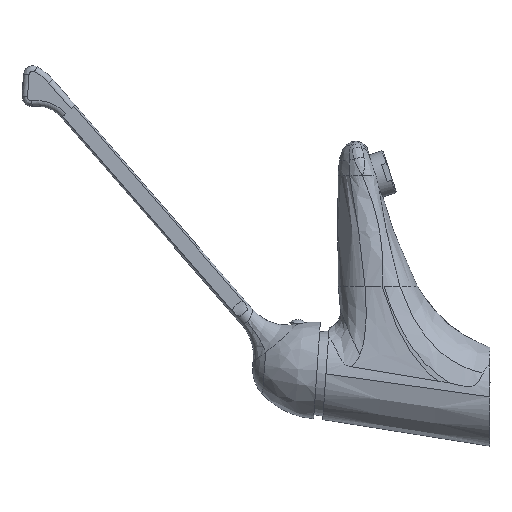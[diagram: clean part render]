
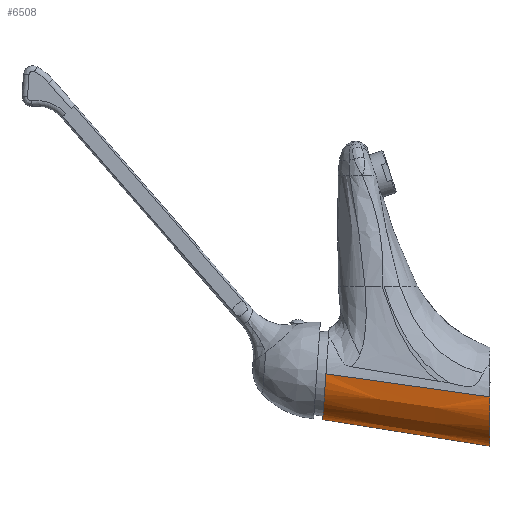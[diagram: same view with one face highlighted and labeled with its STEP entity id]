
A CAD part, left-side view. The second image highlights one B-rep face of the part: STEP entity #6508.
In plain terms, the highlighted free-form (B-spline) face has degree [3, 3] with [4, 7] control points.
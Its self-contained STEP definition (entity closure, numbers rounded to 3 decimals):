
#292=CARTESIAN_POINT('',(0.,0.,-26.75));
#293=CARTESIAN_POINT('',(-3.502,0.,-26.75));
#294=CARTESIAN_POINT('',(-10.503,0.,-25.357));
#295=CARTESIAN_POINT('',(-19.408,0.,-19.408));
#296=CARTESIAN_POINT('',(-25.357,0.,-10.503));
#297=CARTESIAN_POINT('',(-26.75,0.,-3.502));
#298=CARTESIAN_POINT('',(-26.75,0.,0.));
#300=CARTESIAN_POINT('',(-24.9,89.,12.508));
#301=CARTESIAN_POINT('',(-24.9,89.227,9.257));
#302=CARTESIAN_POINT('',(-23.603,89.682,2.755));
#303=CARTESIAN_POINT('',(-18.065,90.26,-5.513));
#304=CARTESIAN_POINT('',(-9.777,90.646,-11.038));
#305=CARTESIAN_POINT('',(-3.259,90.737,-12.331));
#306=CARTESIAN_POINT('',(0.,90.737,
-12.331));
#308=DIRECTION('',(-0.021,-0.99,-0.139));
#309=VECTOR('',#308,89.894);
#310=CARTESIAN_POINT('',(-24.9,89.,12.508));
#311=LINE('',#310,#309);
#318=CARTESIAN_POINT('',(0.,0.,-26.75));
#320=CARTESIAN_POINT('',(0.,90.737,
-12.331));
#328=DIRECTION('',(0.,-0.988,-0.157));
#329=VECTOR('',#328,91.875);
#330=CARTESIAN_POINT('',(0.,90.737,
-12.331));
#331=LINE('',#330,#329);
#5525=VERTEX_POINT('',#320);
#5527=VERTEX_POINT('',#300);
#5529=VERTEX_POINT('',#318);
#5530=VERTEX_POINT('',#298);
#6471=CARTESIAN_POINT('',(0.781,92.551,
-12.03));
#6472=CARTESIAN_POINT('',(-2.732,92.559,
-12.142));
#6473=CARTESIAN_POINT('',(-9.541,92.47,
-10.899));
#6474=CARTESIAN_POINT('',(-18.039,92.065,
-5.235));
#6475=CARTESIAN_POINT('',(-23.716,91.46,3.241));
#6476=CARTESIAN_POINT('',(-24.963,90.975,10.033));
#6477=CARTESIAN_POINT('',(-24.851,90.724,13.537));
#6478=CARTESIAN_POINT('',(0.801,61.096,
-17.029));
#6479=CARTESIAN_POINT('',(-2.803,61.101,
-17.143));
#6480=CARTESIAN_POINT('',(-9.788,61.042,
-15.867));
#6481=CARTESIAN_POINT('',(-18.504,60.775,
-10.052));
#6482=CARTESIAN_POINT('',(-24.328,60.375,
-1.35));
#6483=CARTESIAN_POINT('',(-25.607,60.055,5.624));
#6484=CARTESIAN_POINT('',(-25.492,59.89,9.222));
#6485=CARTESIAN_POINT('',(0.821,29.64,
-22.027));
#6486=CARTESIAN_POINT('',(-2.873,29.643,
-22.145));
#6487=CARTESIAN_POINT('',(-10.034,29.615,
-20.834));
#6488=CARTESIAN_POINT('',(-18.969,29.485,
-14.869));
#6489=CARTESIAN_POINT('',(-24.939,29.291,
-5.94));
#6490=CARTESIAN_POINT('',(-26.251,29.136,1.215));
#6491=CARTESIAN_POINT('',(-26.133,29.056,4.907));
#6492=CARTESIAN_POINT('',(0.841,-1.815,
-27.025));
#6493=CARTESIAN_POINT('',(-2.944,-1.815,
-27.146));
#6494=CARTESIAN_POINT('',(-10.28,-1.813,
-25.802));
#6495=CARTESIAN_POINT('',(-19.434,-1.805,
-19.685));
#6496=CARTESIAN_POINT('',(-25.551,-1.793,
-10.53));
#6497=CARTESIAN_POINT('',(-26.894,-1.784,
-3.194));
#6498=CARTESIAN_POINT('',(-26.774,-1.779,
0.591));
#6499=B_SPLINE_SURFACE_WITH_KNOTS('',3,3,((#6471,#6472,#6473,#6474,#6475,#6476,
#6477),(#6478,#6479,#6480,#6481,#6482,#6483,#6484),(#6485,#6486,#6487,#6488,
#6489,#6490,#6491),(#6492,#6493,#6494,#6495,#6496,#6497,#6498)),.UNSPECIFIED.,
.F.,.F.,.F.,(4,4),(4,1,1,1,4),(-0.02,1.02),(0.495,0.563,
0.625,0.688,0.755),.UNSPECIFIED.);
#6500=ORIENTED_EDGE('',*,*,#6186,.F.);
#6502=ORIENTED_EDGE('',*,*,#6501,.F.);
#6504=ORIENTED_EDGE('',*,*,#6503,.F.);
#6505=ORIENTED_EDGE('',*,*,#6448,.T.);
#6506=EDGE_LOOP('',(#6500,#6502,#6504,#6505));
#6507=FACE_OUTER_BOUND('',#6506,.F.);
#6508=ADVANCED_FACE('',(#6507),#6499,.T.);
#299=B_SPLINE_CURVE_WITH_KNOTS('',3,(#292,#293,#294,#295,#296,#297,#298),
.UNSPECIFIED.,.F.,.F.,(4,1,1,1,4),(0.,0.25,0.5,0.75,1.),
.UNSPECIFIED.);
#307=B_SPLINE_CURVE_WITH_KNOTS('',3,(#300,#301,#302,#303,#304,#305,#306),
.UNSPECIFIED.,.F.,.F.,(4,1,1,1,4),(0.,0.25,0.5,0.75,1.),
.UNSPECIFIED.);
#6186=EDGE_CURVE('',#5529,#5530,#299,.T.);
#6448=EDGE_CURVE('',#5527,#5530,#311,.T.);
#6501=EDGE_CURVE('',#5525,#5529,#331,.T.);
#6503=EDGE_CURVE('',#5527,#5525,#307,.T.);
